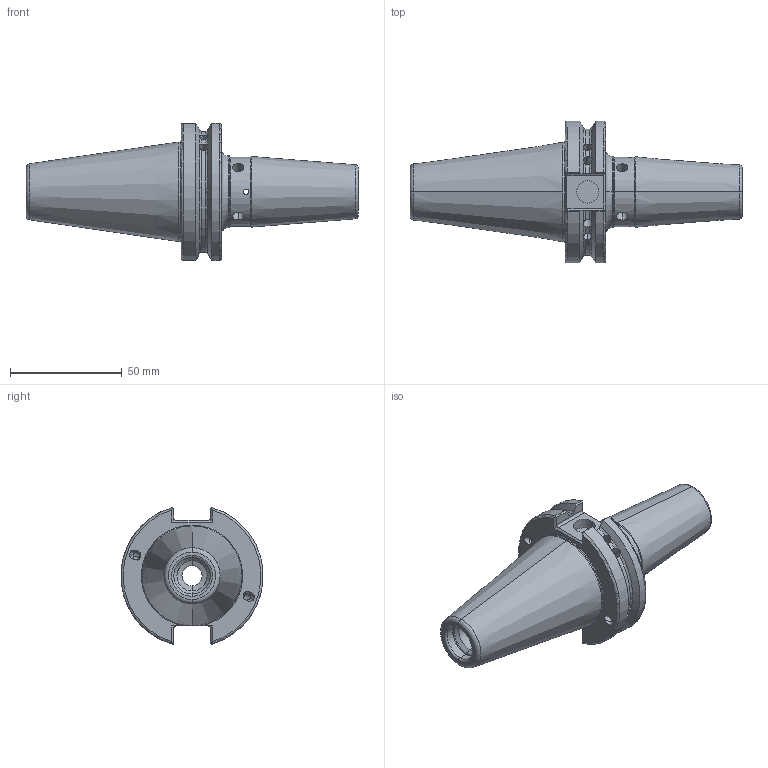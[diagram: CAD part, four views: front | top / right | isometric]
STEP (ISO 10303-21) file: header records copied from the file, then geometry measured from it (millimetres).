
FILE_DESCRIPTION (( 'STEP AP203' ), '1' );
FILE_NAME ('CA40B265-12080HP1 V02.STEP', '2021-03-12T00:39:57', ( 'user' ), ( '' ), 'SwSTEP 2.0', 'SolidWorks 2013', '' );
FILE_SCHEMA (( 'CONFIG_CONTROL_DESIGN' ));
Length unit declared in the file: millimetre
Products named in the file (1): CA40B265-12080HP1 V02
Bounding box: 148.25 x 63.35 x 61.23 mm (x, y, z)
Volume: 134295.5 mm3; surface area: 30008.1 mm2
Topology: 1 solids, 1 shells, 194 faces, 511 edges, 310 vertices
Faces by surface type: cylinder 80, cone 42, plane 38, torus 32, bspline 2
Entity records: 7006 total; most frequent: CARTESIAN_POINT 2414, ORIENTED_EDGE 990, DIRECTION 894, EDGE_CURVE 495, AXIS2_PLACEMENT_3D 361, VERTEX_POINT 310, EDGE_LOOP 219, ADVANCED_FACE 194
